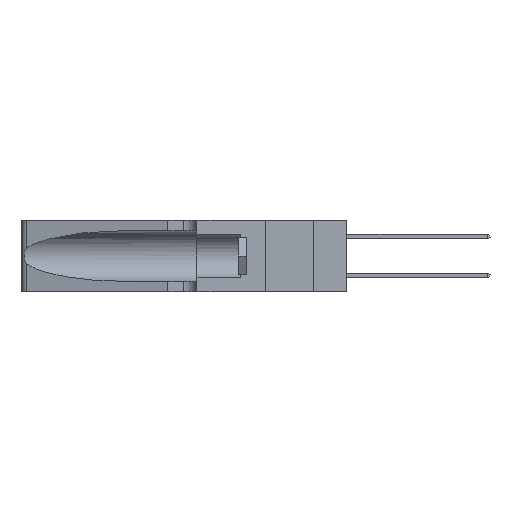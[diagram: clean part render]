
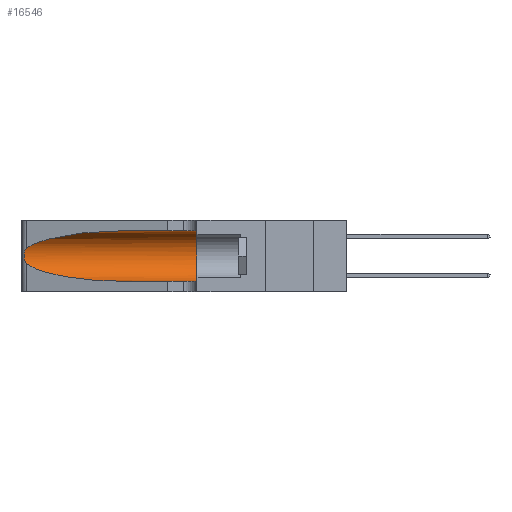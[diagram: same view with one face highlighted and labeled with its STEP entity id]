
A CAD part, left-side view. The second image highlights one B-rep face of the part: STEP entity #16546.
In plain terms, the highlighted cylindrical face has radius 3.308 mm (diameter 6.617 mm), a partial arc.
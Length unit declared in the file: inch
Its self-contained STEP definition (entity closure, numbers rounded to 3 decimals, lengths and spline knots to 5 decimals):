
#548 = CARTESIAN_POINT ( 'NONE',  ( 0.25555, 1.22994, 0.2215 ) ) ;
#672 = CARTESIAN_POINT ( 'NONE',  ( 0.25555, 1.22993, 0.14849 ) ) ;
#865 = CARTESIAN_POINT ( 'NONE',  ( 0.25487, 1.22718, 0.14631 ) ) ;
#1300 = ORIENTED_EDGE ( 'NONE', *, *, #15559, .T. ) ;
#2377 = CARTESIAN_POINT ( 'NONE',  ( 0.25487, 1.22718, 0.22369 ) ) ;
#2896 =( BOUNDED_CURVE ( )  B_SPLINE_CURVE ( 3, ( #6864, #29603, #12615, #32456 ),
 .UNSPECIFIED., .F., .T. ) 
 B_SPLINE_CURVE_WITH_KNOTS ( ( 4, 4 ),
 ( 3.44316, 4.71239 ),
 .UNSPECIFIED. ) 
 CURVE ( )  GEOMETRIC_REPRESENTATION_ITEM ( )  RATIONAL_B_SPLINE_CURVE ( ( 1., 0.87, 0.87, 1. ) ) 
 REPRESENTATION_ITEM ( '' )  );
#3525 = CARTESIAN_POINT ( 'NONE',  ( 0.1305, 0.35, 0.185 ) ) ;
#3662 = FACE_OUTER_BOUND ( 'NONE', #3765, .T. ) ;
#3765 = EDGE_LOOP ( 'NONE', ( #15081, #9297, #1300, #30565, #6446, #32422 ) ) ;
#4384 = VERTEX_POINT ( 'NONE', #865 ) ;
#4666 = CIRCLE ( 'NONE', #33906, 0.13025 ) ;
#4909 = CARTESIAN_POINT ( 'NONE',  ( 0.1305, 0.35, 0.05475 ) ) ;
#5559 = VERTEX_POINT ( 'NONE', #9113 ) ;
#6016 = CARTESIAN_POINT ( 'NONE',  ( 0.1305, 1.61858, 0.31525 ) ) ;
#6323 = EDGE_CURVE ( 'NONE', #10732, #32163, #33235, .T. ) ;
#6418 = EDGE_CURVE ( 'NONE', #13471, #4384, #29389, .T. ) ;
#6446 = ORIENTED_EDGE ( 'NONE', *, *, #32492, .F. ) ;
#6450 = DIRECTION ( 'NONE',  ( 0., 0., 1. ) ) ;
#6508 = CARTESIAN_POINT ( 'NONE',  ( 0.25787, 1.23484, 0.2124 ) ) ;
#6864 = CARTESIAN_POINT ( 'NONE',  ( 0.25487, 1.22718, 0.14631 ) ) ;
#8888 = DIRECTION ( 'NONE',  ( 0., -1., 0. ) ) ;
#9113 = CARTESIAN_POINT ( 'NONE',  ( 0.1305, 0.72297, 0.05475 ) ) ;
#9297 = ORIENTED_EDGE ( 'NONE', *, *, #6418, .T. ) ;
#9335 = CARTESIAN_POINT ( 'NONE',  ( 0.1305, 0.72297, 0.31525 ) ) ;
#9379 = CARTESIAN_POINT ( 'NONE',  ( 0.26018, 1.23835, 0.19895 ) ) ;
#10381 = CYLINDRICAL_SURFACE ( 'NONE', #12796, 0.13025 ) ;
#10732 = VERTEX_POINT ( 'NONE', #9335 ) ;
#12115 = CARTESIAN_POINT ( 'NONE',  ( 0.25487, 1.22718, 0.22369 ) ) ;
#12237 = CARTESIAN_POINT ( 'NONE',  ( 0.26075, 1.23896, 0.178 ) ) ;
#12615 = CARTESIAN_POINT ( 'NONE',  ( 0.18966, 0.96281, 0.05475 ) ) ;
#12796 = AXIS2_PLACEMENT_3D ( 'NONE', #22400, #33748, #16833 ) ;
#13471 = VERTEX_POINT ( 'NONE', #26925 ) ;
#13494 =( BOUNDED_CURVE ( )  B_SPLINE_CURVE ( 3, ( #33646, #13856, #19597, #2377 ),
 .UNSPECIFIED., .F., .T. ) 
 B_SPLINE_CURVE_WITH_KNOTS ( ( 4, 4 ),
 ( 1.5708, 2.84003 ),
 .UNSPECIFIED. ) 
 CURVE ( )  GEOMETRIC_REPRESENTATION_ITEM ( )  RATIONAL_B_SPLINE_CURVE ( ( 1., 0.87, 0.87, 1. ) ) 
 REPRESENTATION_ITEM ( '' )  );
#13856 = CARTESIAN_POINT ( 'NONE',  ( 0.18966, 0.96281, 0.31525 ) ) ;
#15081 = ORIENTED_EDGE ( 'NONE', *, *, #28219, .T. ) ;
#15146 = CARTESIAN_POINT ( 'NONE',  ( 0.25856, 1.23593, 0.16098 ) ) ;
#15559 = EDGE_CURVE ( 'NONE', #4384, #5559, #2896, .T. ) ;
#16355 = CARTESIAN_POINT ( 'NONE',  ( 0.1305, 1.61858, 0.05475 ) ) ;
#16546 = ADVANCED_FACE ( 'NONE', ( #3662 ), #10381, .F. ) ;
#16833 = DIRECTION ( 'NONE',  ( 0., 0., -1. ) ) ;
#18039 = CARTESIAN_POINT ( 'NONE',  ( 0.25639, 1.23186, 0.15144 ) ) ;
#19332 = VECTOR ( 'NONE', #24786, 39.37008 ) ;
#19597 = CARTESIAN_POINT ( 'NONE',  ( 0.2373, 1.15595, 0.28018 ) ) ;
#20885 = CARTESIAN_POINT ( 'NONE',  ( 0.25487, 1.22718, 0.14631 ) ) ;
#22400 = CARTESIAN_POINT ( 'NONE',  ( 0.1305, 1.61858, 0.185 ) ) ;
#23512 = DIRECTION ( 'NONE',  ( 0., 1., 0. ) ) ;
#23570 = CARTESIAN_POINT ( 'NONE',  ( 0.25639, 1.23184, 0.21858 ) ) ;
#24786 = DIRECTION ( 'NONE',  ( 0., -1., 0. ) ) ;
#25759 = VECTOR ( 'NONE', #8888, 39.37008 ) ;
#26437 = CARTESIAN_POINT ( 'NONE',  ( 0.25854, 1.2359, 0.20912 ) ) ;
#26925 = CARTESIAN_POINT ( 'NONE',  ( 0.25487, 1.22718, 0.22369 ) ) ;
#28136 = EDGE_CURVE ( 'NONE', #5559, #36492, #34319, .T. ) ;
#28219 = EDGE_CURVE ( 'NONE', #10732, #13471, #13494, .T. ) ;
#29254 = CARTESIAN_POINT ( 'NONE',  ( 0.26075, 1.23896, 0.19203 ) ) ;
#29389 = B_SPLINE_CURVE_WITH_KNOTS ( 'NONE', 3,
 ( #12115, #548, #23570, #6508, #26437, #9379, #29254, #12237, #32089, #15146, #34924, #18039, #672, #20885 ),
 .UNSPECIFIED., .F., .F.,
 ( 4, 2, 2, 2, 2, 2, 4 ),
 ( 0., 0.00027, 0.00053, 0.00107, 0.0016, 0.00187, 0.00214 ),
 .UNSPECIFIED. ) ;
#29603 = CARTESIAN_POINT ( 'NONE',  ( 0.2373, 1.15595, 0.08982 ) ) ;
#30565 = ORIENTED_EDGE ( 'NONE', *, *, #28136, .T. ) ;
#30658 = CARTESIAN_POINT ( 'NONE',  ( 0.1305, 0.35, 0.31525 ) ) ;
#32089 = CARTESIAN_POINT ( 'NONE',  ( 0.26017, 1.23833, 0.17102 ) ) ;
#32163 = VERTEX_POINT ( 'NONE', #30658 ) ;
#32422 = ORIENTED_EDGE ( 'NONE', *, *, #6323, .F. ) ;
#32456 = CARTESIAN_POINT ( 'NONE',  ( 0.1305, 0.72297, 0.05475 ) ) ;
#32492 = EDGE_CURVE ( 'NONE', #32163, #36492, #4666, .T. ) ;
#33235 = LINE ( 'NONE', #6016, #25759 ) ;
#33646 = CARTESIAN_POINT ( 'NONE',  ( 0.1305, 0.72297, 0.31525 ) ) ;
#33748 = DIRECTION ( 'NONE',  ( 0., -1., 0. ) ) ;
#33906 = AXIS2_PLACEMENT_3D ( 'NONE', #3525, #23512, #6450 ) ;
#34319 = LINE ( 'NONE', #16355, #19332 ) ;
#34924 = CARTESIAN_POINT ( 'NONE',  ( 0.25789, 1.23486, 0.15765 ) ) ;
#36492 = VERTEX_POINT ( 'NONE', #4909 ) ;
